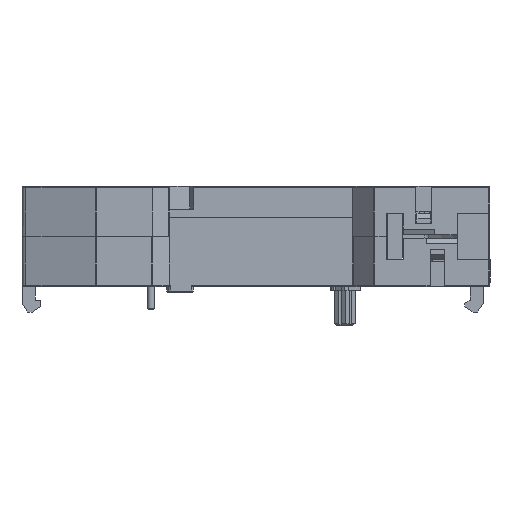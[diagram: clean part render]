
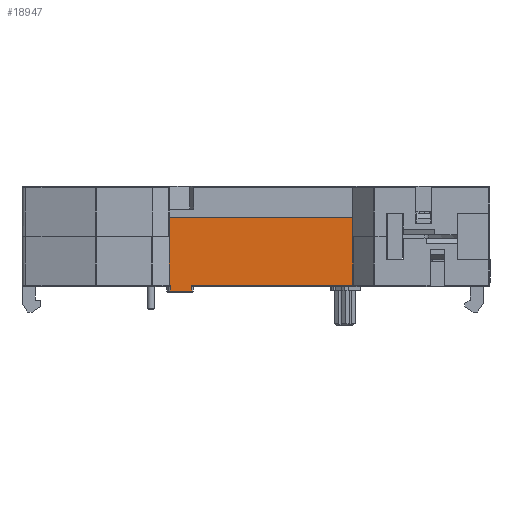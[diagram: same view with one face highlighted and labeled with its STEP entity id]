
A CAD part, front view. The second image highlights one B-rep face of the part: STEP entity #18947.
In plain terms, the highlighted planar face has unit normal (0, -1, 0).
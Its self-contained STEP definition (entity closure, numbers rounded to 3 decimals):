
#586 = VECTOR ( 'NONE', #12194, 1000. ) ;
#1097 = CARTESIAN_POINT ( 'NONE',  ( -17.7, -60.1, -16.3 ) ) ;
#1935 = ORIENTED_EDGE ( 'NONE', *, *, #29025, .F. ) ;
#3501 = EDGE_CURVE ( 'NONE', #4709, #24617, #30895, .T. ) ;
#3985 = DIRECTION ( 'NONE',  ( 0., 0., -1. ) ) ;
#4035 = CARTESIAN_POINT ( 'NONE',  ( 42.19, -60.1, -16.3 ) ) ;
#4416 = FACE_OUTER_BOUND ( 'NONE', #13094, .T. ) ;
#4709 = VERTEX_POINT ( 'NONE', #28781 ) ;
#4876 = DIRECTION ( 'NONE',  ( -1., 0., 0. ) ) ;
#5138 = CARTESIAN_POINT ( 'NONE',  ( 42.19, -60.1, -16.3 ) ) ;
#5602 = VERTEX_POINT ( 'NONE', #37529 ) ;
#6184 = ORIENTED_EDGE ( 'NONE', *, *, #10681, .F. ) ;
#6251 = DIRECTION ( 'NONE',  ( 0., 0., 1. ) ) ;
#8137 = PLANE ( 'NONE',  #38555 ) ;
#8643 = CARTESIAN_POINT ( 'NONE',  ( -10.793, -60.1, -19.678 ) ) ;
#8977 = CARTESIAN_POINT ( 'NONE',  ( -14.52, -60.1, -17.3 ) ) ;
#9248 = VERTEX_POINT ( 'NONE', #22345 ) ;
#10572 = EDGE_CURVE ( 'NONE', #9248, #21748, #21710, .T. ) ;
#10681 = EDGE_CURVE ( 'NONE', #24048, #12231, #18679, .T. ) ;
#10772 = LINE ( 'NONE', #20963, #33337 ) ;
#11193 = VECTOR ( 'NONE', #4876, 1000. ) ;
#11200 = DIRECTION ( 'NONE',  ( -1., 0., 0. ) ) ;
#12077 = CARTESIAN_POINT ( 'NONE',  ( 17.7, -60.1, -16.3 ) ) ;
#12194 = DIRECTION ( 'NONE',  ( 0., 0., -1. ) ) ;
#12231 = VERTEX_POINT ( 'NONE', #12077 ) ;
#12244 = LINE ( 'NONE', #18845, #36782 ) ;
#12625 = LINE ( 'NONE', #32888, #15081 ) ;
#13094 = EDGE_LOOP ( 'NONE', ( #22487, #6184, #30806, #39217, #27432, #21209, #26752, #29677, #1935, #39480 ) ) ;
#13984 = VECTOR ( 'NONE', #27541, 1000. ) ;
#14448 = DIRECTION ( 'NONE',  ( 0., 0., 1. ) ) ;
#14894 = DIRECTION ( 'NONE',  ( 0., 0., 1. ) ) ;
#15081 = VECTOR ( 'NONE', #3985, 1000. ) ;
#15403 = CARTESIAN_POINT ( 'NONE',  ( 17.7, -60.1, -15.3 ) ) ;
#15646 = VECTOR ( 'NONE', #11200, 1000. ) ;
#15826 = EDGE_CURVE ( 'NONE', #12231, #5602, #24140, .T. ) ;
#16323 = EDGE_CURVE ( 'NONE', #29097, #24048, #12625, .T. ) ;
#17017 = CARTESIAN_POINT ( 'NONE',  ( -17.7, -60.1, -15.3 ) ) ;
#17639 = DIRECTION ( 'NONE',  ( 0., 1., 0. ) ) ;
#18071 = CARTESIAN_POINT ( 'NONE',  ( -17.7, -60.1, -15.3 ) ) ;
#18334 = VECTOR ( 'NONE', #25301, 1000. ) ;
#18497 = VECTOR ( 'NONE', #39462, 1000. ) ;
#18679 = LINE ( 'NONE', #15403, #586 ) ;
#18845 = CARTESIAN_POINT ( 'NONE',  ( -14.52, -60.1, -19.662 ) ) ;
#18947 = ADVANCED_FACE ( 'NONE', ( #4416 ), #8137, .F. ) ;
#20367 = CARTESIAN_POINT ( 'NONE',  ( -10.793, -60.1, -17.3 ) ) ;
#20668 = VERTEX_POINT ( 'NONE', #8977 ) ;
#20963 = CARTESIAN_POINT ( 'NONE',  ( 17.7, -60.1, -17.3 ) ) ;
#21103 = DIRECTION ( 'NONE',  ( -1., 0., 0. ) ) ;
#21209 = ORIENTED_EDGE ( 'NONE', *, *, #25891, .F. ) ;
#21710 = LINE ( 'NONE', #5138, #11193 ) ;
#21748 = VERTEX_POINT ( 'NONE', #1097 ) ;
#22345 = CARTESIAN_POINT ( 'NONE',  ( -14.52, -60.1, -16.3 ) ) ;
#22487 = ORIENTED_EDGE ( 'NONE', *, *, #15826, .F. ) ;
#22492 = LINE ( 'NONE', #8643, #13984 ) ;
#24048 = VERTEX_POINT ( 'NONE', #27190 ) ;
#24140 = LINE ( 'NONE', #4035, #15646 ) ;
#24617 = VERTEX_POINT ( 'NONE', #35126 ) ;
#24995 = LINE ( 'NONE', #17017, #18497 ) ;
#25301 = DIRECTION ( 'NONE',  ( 1., 0., 0. ) ) ;
#25891 = EDGE_CURVE ( 'NONE', #21748, #4709, #24995, .T. ) ;
#26300 = EDGE_CURVE ( 'NONE', #5602, #37657, #22492, .T. ) ;
#26752 = ORIENTED_EDGE ( 'NONE', *, *, #10572, .F. ) ;
#27190 = CARTESIAN_POINT ( 'NONE',  ( 17.7, -60.1, -7.65 ) ) ;
#27398 = LINE ( 'NONE', #38204, #18334 ) ;
#27432 = ORIENTED_EDGE ( 'NONE', *, *, #3501, .F. ) ;
#27541 = DIRECTION ( 'NONE',  ( 0., 0., -1. ) ) ;
#27592 = EDGE_CURVE ( 'NONE', #24617, #29097, #27398, .T. ) ;
#28781 = CARTESIAN_POINT ( 'NONE',  ( -17.7, -60.1, -7.65 ) ) ;
#29025 = EDGE_CURVE ( 'NONE', #37657, #20668, #10772, .T. ) ;
#29097 = VERTEX_POINT ( 'NONE', #37238 ) ;
#29677 = ORIENTED_EDGE ( 'NONE', *, *, #37431, .F. ) ;
#30806 = ORIENTED_EDGE ( 'NONE', *, *, #16323, .F. ) ;
#30895 = LINE ( 'NONE', #18071, #36882 ) ;
#32888 = CARTESIAN_POINT ( 'NONE',  ( 17.7, -60.1, -15.3 ) ) ;
#33337 = VECTOR ( 'NONE', #21103, 1000. ) ;
#35126 = CARTESIAN_POINT ( 'NONE',  ( -17.7, -60.1, -4.3 ) ) ;
#36782 = VECTOR ( 'NONE', #6251, 1000. ) ;
#36882 = VECTOR ( 'NONE', #14894, 1000. ) ;
#37142 = CARTESIAN_POINT ( 'NONE',  ( 17.7, -60.1, -15.3 ) ) ;
#37238 = CARTESIAN_POINT ( 'NONE',  ( 17.7, -60.1, -4.3 ) ) ;
#37431 = EDGE_CURVE ( 'NONE', #20668, #9248, #12244, .T. ) ;
#37529 = CARTESIAN_POINT ( 'NONE',  ( -10.793, -60.1, -16.3 ) ) ;
#37657 = VERTEX_POINT ( 'NONE', #20367 ) ;
#38204 = CARTESIAN_POINT ( 'NONE',  ( 17.7, -60.1, -4.3 ) ) ;
#38555 = AXIS2_PLACEMENT_3D ( 'NONE', #37142, #17639, #14448 ) ;
#39217 = ORIENTED_EDGE ( 'NONE', *, *, #27592, .F. ) ;
#39462 = DIRECTION ( 'NONE',  ( 0., 0., 1. ) ) ;
#39480 = ORIENTED_EDGE ( 'NONE', *, *, #26300, .F. ) ;
